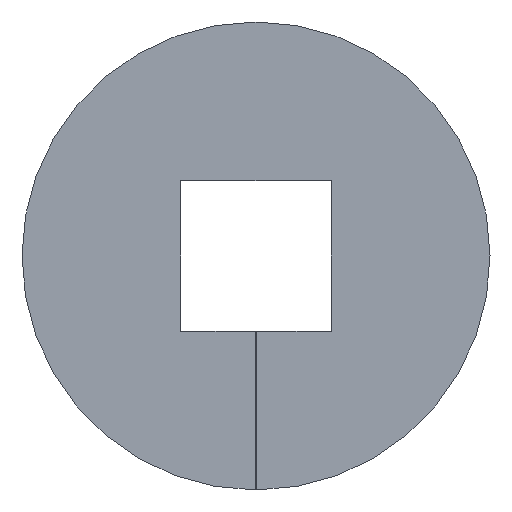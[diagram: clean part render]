
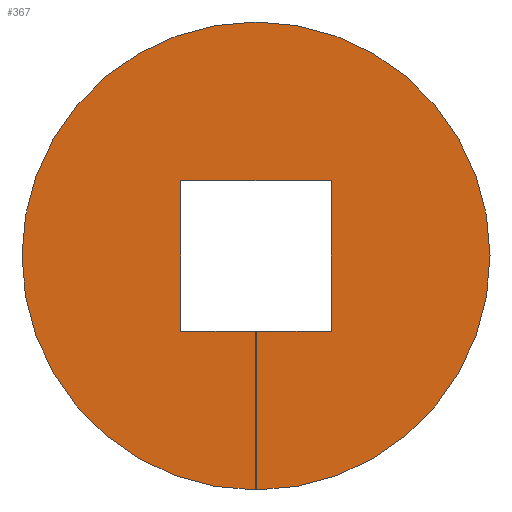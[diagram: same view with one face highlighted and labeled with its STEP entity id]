
A CAD part, front view. The second image highlights one B-rep face of the part: STEP entity #367.
In plain terms, the highlighted planar face has unit normal (0, -1, 0).
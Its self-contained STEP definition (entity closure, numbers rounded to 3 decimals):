
#214=DIRECTION('',(0.,0.,1.));
#215=VECTOR('',#214,104.499);
#216=CARTESIAN_POINT('',(-0.5,0.,-153.999));
#217=LINE('',#216,#215);
#218=DIRECTION('',(0.,0.,1.));
#219=VECTOR('',#218,104.499);
#220=CARTESIAN_POINT('',(0.5,0.,-153.999));
#221=LINE('',#220,#219);
#222=DIRECTION('',(1.,0.,0.));
#223=VECTOR('',#222,49.);
#224=CARTESIAN_POINT('',(0.5,0.,-49.5));
#225=LINE('',#224,#223);
#226=DIRECTION('',(0.,0.,1.));
#227=VECTOR('',#226,99.);
#228=CARTESIAN_POINT('',(49.5,0.,-49.5));
#229=LINE('',#228,#227);
#230=DIRECTION('',(-1.,0.,0.));
#231=VECTOR('',#230,99.);
#232=CARTESIAN_POINT('',(49.5,0.,49.5));
#233=LINE('',#232,#231);
#234=DIRECTION('',(0.,0.,-1.));
#235=VECTOR('',#234,99.);
#236=CARTESIAN_POINT('',(-49.5,0.,49.5));
#237=LINE('',#236,#235);
#238=DIRECTION('',(1.,0.,0.));
#239=VECTOR('',#238,49.);
#240=CARTESIAN_POINT('',(-49.5,0.,-49.5));
#241=LINE('',#240,#239);
#303=CARTESIAN_POINT('',(0.,0.,0.));
#304=DIRECTION('',(0.,-1.,0.));
#305=DIRECTION('',(0.003,0.,-1.));
#306=AXIS2_PLACEMENT_3D('',#303,#304,#305);
#312=CARTESIAN_POINT('',(49.5,0.,-49.5));
#313=CARTESIAN_POINT('',(49.5,0.,49.5));
#314=VERTEX_POINT('',#312);
#315=VERTEX_POINT('',#313);
#316=CARTESIAN_POINT('',(-49.5,0.,49.5));
#317=VERTEX_POINT('',#316);
#318=CARTESIAN_POINT('',(-49.5,0.,-49.5));
#319=VERTEX_POINT('',#318);
#328=CARTESIAN_POINT('',(-0.5,0.,-153.999));
#329=CARTESIAN_POINT('',(-0.5,0.,-49.5));
#330=VERTEX_POINT('',#328);
#331=VERTEX_POINT('',#329);
#332=CARTESIAN_POINT('',(0.5,0.,-153.999));
#333=CARTESIAN_POINT('',(0.5,0.,-49.5));
#334=VERTEX_POINT('',#332);
#335=VERTEX_POINT('',#333);
#344=CARTESIAN_POINT('',(0.,0.,0.));
#345=DIRECTION('',(0.,1.,0.));
#346=DIRECTION('',(1.,0.,0.));
#347=AXIS2_PLACEMENT_3D('',#344,#345,#346);
#348=PLANE('',#347);
#350=ORIENTED_EDGE('',*,*,#349,.F.);
#352=ORIENTED_EDGE('',*,*,#351,.F.);
#354=ORIENTED_EDGE('',*,*,#353,.T.);
#356=ORIENTED_EDGE('',*,*,#355,.T.);
#358=ORIENTED_EDGE('',*,*,#357,.T.);
#360=ORIENTED_EDGE('',*,*,#359,.T.);
#362=ORIENTED_EDGE('',*,*,#361,.T.);
#364=ORIENTED_EDGE('',*,*,#363,.T.);
#365=EDGE_LOOP('',(#350,#352,#354,#356,#358,#360,#362,#364));
#366=FACE_OUTER_BOUND('',#365,.F.);
#307=CIRCLE('',#306,154.);
#349=EDGE_CURVE('',#330,#331,#217,.T.);
#351=EDGE_CURVE('',#334,#330,#307,.T.);
#353=EDGE_CURVE('',#334,#335,#221,.T.);
#355=EDGE_CURVE('',#335,#314,#225,.T.);
#357=EDGE_CURVE('',#314,#315,#229,.T.);
#359=EDGE_CURVE('',#315,#317,#233,.T.);
#361=EDGE_CURVE('',#317,#319,#237,.T.);
#363=EDGE_CURVE('',#319,#331,#241,.T.);
#367=ADVANCED_FACE('',(#366),#348,.F.);
